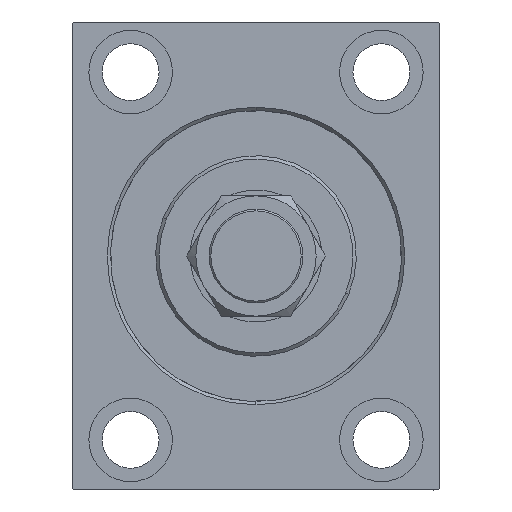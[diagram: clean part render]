
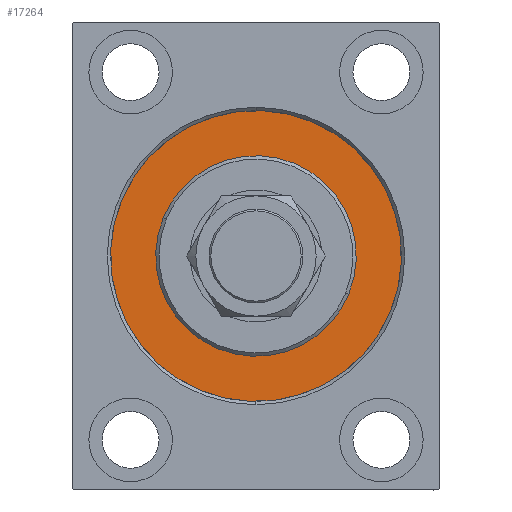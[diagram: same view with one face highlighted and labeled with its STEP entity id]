
A CAD part, left-side view. The second image highlights one B-rep face of the part: STEP entity #17264.
In plain terms, the highlighted face is planar.
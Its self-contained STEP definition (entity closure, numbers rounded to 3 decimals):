
#1203 = AXIS2_PLACEMENT_3D ( 'NONE', #28748, #19401, #30034 ) ;
#1264 = VERTEX_POINT ( 'NONE', #12935 ) ;
#1548 = VERTEX_POINT ( 'NONE', #16351 ) ;
#4036 = CARTESIAN_POINT ( 'NONE',  ( 0., 0., -43.5 ) ) ;
#4227 = EDGE_CURVE ( 'NONE', #25705, #1264, #4647, .T. ) ;
#4647 = CIRCLE ( 'NONE', #26816, 30. ) ;
#6083 = CARTESIAN_POINT ( 'NONE',  ( 0., 0., 0. ) ) ;
#6666 = CARTESIAN_POINT ( 'NONE',  ( 0., 0., 30. ) ) ;
#9254 = FACE_OUTER_BOUND ( 'NONE', #16771, .T. ) ;
#11831 = DIRECTION ( 'NONE',  ( 0., 0., 1. ) ) ;
#12935 = CARTESIAN_POINT ( 'NONE',  ( 0., 0., -30. ) ) ;
#13088 = EDGE_CURVE ( 'NONE', #1548, #45513, #24738, .T. ) ;
#14387 = CARTESIAN_POINT ( 'NONE',  ( 0., 0., 0. ) ) ;
#15302 = FACE_BOUND ( 'NONE', #31474, .T. ) ;
#16351 = CARTESIAN_POINT ( 'NONE',  ( 0., 0., 43.5 ) ) ;
#16771 = EDGE_LOOP ( 'NONE', ( #38138, #32505 ) ) ;
#17264 = ADVANCED_FACE ( 'NONE', ( #15302, #9254 ), #37467, .F. ) ;
#18392 = EDGE_CURVE ( 'NONE', #45513, #1548, #29315, .T. ) ;
#18941 = AXIS2_PLACEMENT_3D ( 'NONE', #14387, #21557, #28272 ) ;
#19401 = DIRECTION ( 'NONE',  ( -1., 0., 0. ) ) ;
#19682 = CARTESIAN_POINT ( 'NONE',  ( 0., 0., 0. ) ) ;
#21557 = DIRECTION ( 'NONE',  ( 1., 0., 0. ) ) ;
#24738 = CIRCLE ( 'NONE', #38013, 43.5 ) ;
#25705 = VERTEX_POINT ( 'NONE', #6666 ) ;
#26816 = AXIS2_PLACEMENT_3D ( 'NONE', #6083, #30370, #33840 ) ;
#27808 = CIRCLE ( 'NONE', #18941, 30. ) ;
#28272 = DIRECTION ( 'NONE',  ( 0., 0., -1. ) ) ;
#28748 = CARTESIAN_POINT ( 'NONE',  ( 0., 0., 0. ) ) ;
#29315 = CIRCLE ( 'NONE', #1203, 43.5 ) ;
#29414 = DIRECTION ( 'NONE',  ( -1., 0., 0. ) ) ;
#30034 = DIRECTION ( 'NONE',  ( 0., 0., 1. ) ) ;
#30370 = DIRECTION ( 'NONE',  ( 1., 0., 0. ) ) ;
#31473 = DIRECTION ( 'NONE',  ( -1., 0., 0. ) ) ;
#31474 = EDGE_LOOP ( 'NONE', ( #44425, #35095 ) ) ;
#32505 = ORIENTED_EDGE ( 'NONE', *, *, #13088, .F. ) ;
#33840 = DIRECTION ( 'NONE',  ( 0., 0., -1. ) ) ;
#35095 = ORIENTED_EDGE ( 'NONE', *, *, #39639, .F. ) ;
#35159 = CARTESIAN_POINT ( 'NONE',  ( 0., 0., 0. ) ) ;
#37467 = PLANE ( 'NONE',  #45517 ) ;
#38013 = AXIS2_PLACEMENT_3D ( 'NONE', #35159, #31473, #42553 ) ;
#38138 = ORIENTED_EDGE ( 'NONE', *, *, #18392, .F. ) ;
#39639 = EDGE_CURVE ( 'NONE', #1264, #25705, #27808, .T. ) ;
#42553 = DIRECTION ( 'NONE',  ( 0., 0., 1. ) ) ;
#44425 = ORIENTED_EDGE ( 'NONE', *, *, #4227, .F. ) ;
#45513 = VERTEX_POINT ( 'NONE', #4036 ) ;
#45517 = AXIS2_PLACEMENT_3D ( 'NONE', #19682, #29414, #11831 ) ;
